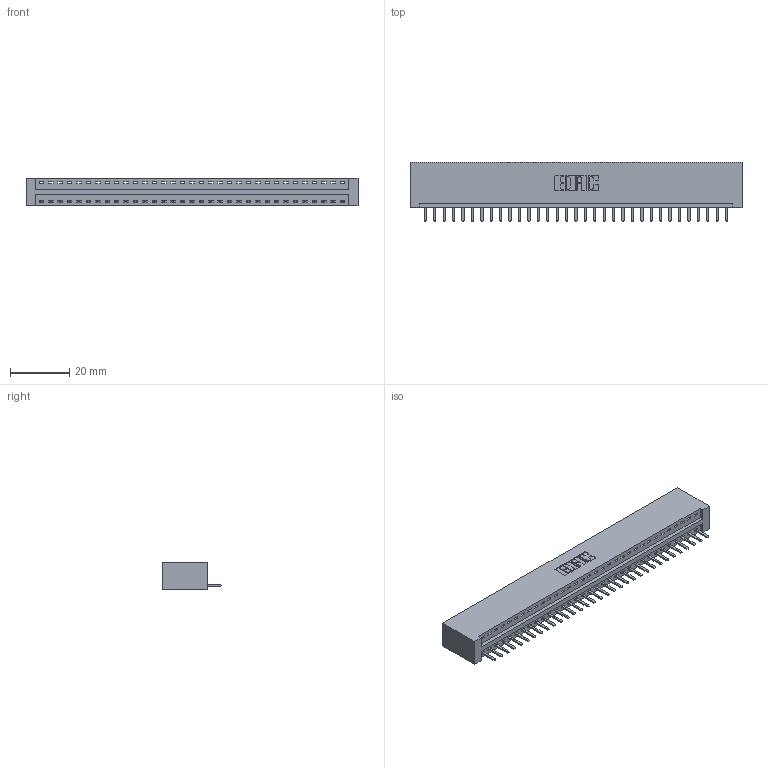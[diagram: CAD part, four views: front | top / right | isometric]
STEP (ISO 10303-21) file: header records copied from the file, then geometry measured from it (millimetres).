
FILE_DESCRIPTION (( 'STEP AP203' ), '1' );
FILE_NAME ('346-033-520-101.STEP', '2022-05-06T19:14:48', ( '' ), ( '' ), 'SwSTEP 2.0', 'SolidWorks 2020', '' );
FILE_SCHEMA (( 'CONFIG_CONTROL_DESIGN' ));
Length unit declared in the file: inch
Products named in the file (3): 345-292-001_345-293-120; 346-033-520-101; 346 Part_No Mounting Lugs
Assembly tree (34 placements, depth 2):
  346-033-520-101
    346 Part_No Mounting Lugs
    345-292-001_345-293-120  x33
Bounding box: 112.01 x 20.02 x 9.4 mm (x, y, z)
Volume: 11114.7 mm3; surface area: 13553 mm2
Topology: 34 solids, 34 shells, 2160 faces, 6377 edges, 4162 vertices
Faces by surface type: plane 1458, cylinder 702
Entity records: 21529 total; most frequent: CARTESIAN_POINT 3711, ORIENTED_EDGE 3666, DIRECTION 3267, EDGE_CURVE 1833, VECTOR 1573, LINE 1573, VERTEX_POINT 1218, AXIS2_PLACEMENT_3D 847
